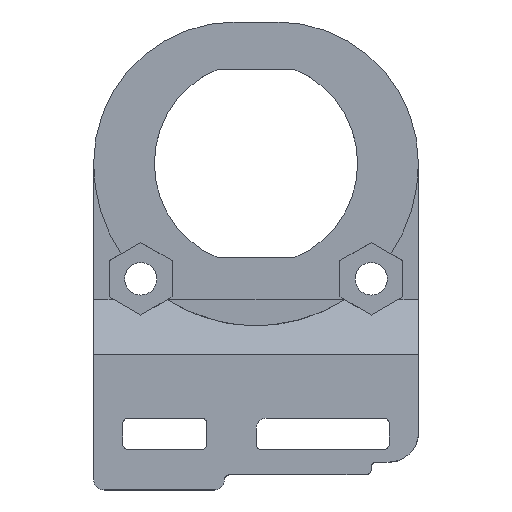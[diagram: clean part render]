
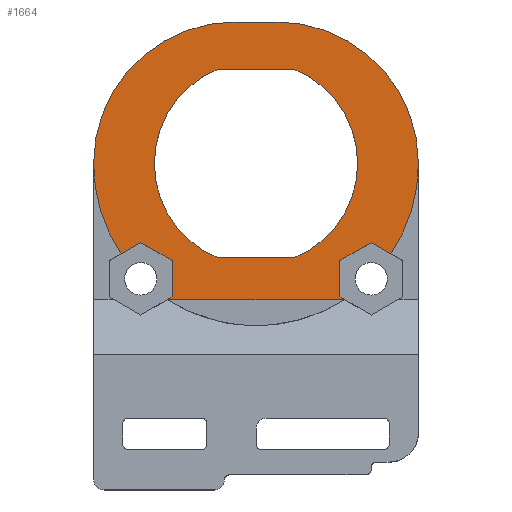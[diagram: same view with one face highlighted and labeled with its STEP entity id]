
A CAD part, top view. The second image highlights one B-rep face of the part: STEP entity #1664.
In plain terms, the highlighted planar face has unit normal (0, 0, 1).
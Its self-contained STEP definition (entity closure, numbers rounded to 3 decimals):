
#482 = VERTEX_POINT('',#483);
#483 = CARTESIAN_POINT('',(-15.5,0.,5.));
#553 = VERTEX_POINT('',#554);
#554 = CARTESIAN_POINT('',(-2.,13.5,5.));
#560 = EDGE_CURVE('',#482,#553,#561,.T.);
#561 = CIRCLE('',#562,13.5);
#562 = AXIS2_PLACEMENT_3D('',#563,#564,#565);
#563 = CARTESIAN_POINT('',(-2.,0.,5.));
#564 = DIRECTION('',(0.,0.,-1.));
#565 = DIRECTION('',(1.,0.,0.));
#634 = EDGE_CURVE('',#635,#553,#637,.T.);
#635 = VERTEX_POINT('',#636);
#636 = CARTESIAN_POINT('',(2.,13.5,5.));
#637 = LINE('',#638,#639);
#638 = CARTESIAN_POINT('',(15.5,13.5,5.));
#639 = VECTOR('',#640,1.);
#640 = DIRECTION('',(-1.,0.,0.));
#714 = VERTEX_POINT('',#715);
#715 = CARTESIAN_POINT('',(15.5,0.,5.));
#721 = EDGE_CURVE('',#635,#714,#722,.T.);
#722 = CIRCLE('',#723,13.5);
#723 = AXIS2_PLACEMENT_3D('',#724,#725,#726);
#724 = CARTESIAN_POINT('',(2.,0.,5.));
#725 = DIRECTION('',(0.,0.,-1.));
#726 = DIRECTION('',(1.,0.,0.));
#1068 = VERTEX_POINT('',#1069);
#1069 = CARTESIAN_POINT('',(-3.618,9.,5.));
#1075 = EDGE_CURVE('',#1076,#1068,#1078,.T.);
#1076 = VERTEX_POINT('',#1077);
#1077 = CARTESIAN_POINT('',(-3.618,-9.,5.));
#1078 = CIRCLE('',#1079,9.7);
#1079 = AXIS2_PLACEMENT_3D('',#1080,#1081,#1082);
#1080 = CARTESIAN_POINT('',(0.,0.,5.));
#1081 = DIRECTION('',(0.,0.,-1.));
#1082 = DIRECTION('',(1.,0.,0.));
#1100 = EDGE_CURVE('',#1068,#1101,#1103,.T.);
#1101 = VERTEX_POINT('',#1102);
#1102 = CARTESIAN_POINT('',(3.618,9.,5.));
#1103 = LINE('',#1104,#1105);
#1104 = CARTESIAN_POINT('',(-1.809,9.,5.));
#1105 = VECTOR('',#1106,1.);
#1106 = DIRECTION('',(1.,0.,0.));
#1124 = VERTEX_POINT('',#1125);
#1125 = CARTESIAN_POINT('',(3.618,-9.,5.));
#1131 = EDGE_CURVE('',#1124,#1076,#1132,.T.);
#1132 = LINE('',#1133,#1134);
#1133 = CARTESIAN_POINT('',(1.809,-9.,5.));
#1134 = VECTOR('',#1135,1.);
#1135 = DIRECTION('',(-1.,0.,0.));
#1148 = EDGE_CURVE('',#1101,#1124,#1149,.T.);
#1149 = CIRCLE('',#1150,9.7);
#1150 = AXIS2_PLACEMENT_3D('',#1151,#1152,#1153);
#1151 = CARTESIAN_POINT('',(0.,0.,5.));
#1152 = DIRECTION('',(0.,0.,-1.));
#1153 = DIRECTION('',(1.,0.,0.));
#1343 = EDGE_CURVE('',#482,#1344,#1346,.T.);
#1344 = VERTEX_POINT('',#1345);
#1345 = CARTESIAN_POINT('',(-12.881,-8.622,5.));
#1346 = CIRCLE('',#1347,15.5);
#1347 = AXIS2_PLACEMENT_3D('',#1348,#1349,#1350);
#1348 = CARTESIAN_POINT('',(0.,0.,5.));
#1349 = DIRECTION('',(0.,0.,1.));
#1350 = DIRECTION('',(1.,0.,0.));
#1411 = VERTEX_POINT('',#1412);
#1412 = CARTESIAN_POINT('',(-8.441,-13.,5.));
#1419 = VERTEX_POINT('',#1420);
#1420 = CARTESIAN_POINT('',(8.441,-13.,5.));
#1664 = ADVANCED_FACE('',(#1665,#1764),#1770,.T.);
#1665 = FACE_BOUND('',#1666,.T.);
#1666 = EDGE_LOOP('',(#1667,#1668,#1669,#1677,#1685,#1693,#1701,#1708,
    #1714,#1723,#1731,#1739,#1747,#1755,#1762,#1763));
#1667 = ORIENTED_EDGE('',*,*,#560,.F.);
#1668 = ORIENTED_EDGE('',*,*,#1343,.T.);
#1669 = ORIENTED_EDGE('',*,*,#1670,.F.);
#1670 = EDGE_CURVE('',#1671,#1344,#1673,.T.);
#1671 = VERTEX_POINT('',#1672);
#1672 = CARTESIAN_POINT('',(-11.,-7.536,5.));
#1673 = LINE('',#1674,#1675);
#1674 = CARTESIAN_POINT('',(-5.189,-4.181,5.));
#1675 = VECTOR('',#1676,1.);
#1676 = DIRECTION('',(-0.866,-0.5,0.));
#1677 = ORIENTED_EDGE('',*,*,#1678,.F.);
#1678 = EDGE_CURVE('',#1679,#1671,#1681,.T.);
#1679 = VERTEX_POINT('',#1680);
#1680 = CARTESIAN_POINT('',(-8.,-9.268,5.));
#1681 = LINE('',#1682,#1683);
#1682 = CARTESIAN_POINT('',(-7.061,-9.81,5.));
#1683 = VECTOR('',#1684,1.);
#1684 = DIRECTION('',(-0.866,0.5,0.));
#1685 = ORIENTED_EDGE('',*,*,#1686,.F.);
#1686 = EDGE_CURVE('',#1687,#1679,#1689,.T.);
#1687 = VERTEX_POINT('',#1688);
#1688 = CARTESIAN_POINT('',(-8.,-12.732,5.));
#1689 = LINE('',#1690,#1691);
#1690 = CARTESIAN_POINT('',(-8.,-6.241,5.));
#1691 = VECTOR('',#1692,1.);
#1692 = DIRECTION('',(0.,1.,0.));
#1693 = ORIENTED_EDGE('',*,*,#1694,.F.);
#1694 = EDGE_CURVE('',#1695,#1687,#1697,.T.);
#1695 = VERTEX_POINT('',#1696);
#1696 = CARTESIAN_POINT('',(-8.452,-12.993,5.));
#1697 = LINE('',#1698,#1699);
#1698 = CARTESIAN_POINT('',(-3.689,-10.243,5.));
#1699 = VECTOR('',#1700,1.);
#1700 = DIRECTION('',(0.866,0.5,0.));
#1701 = ORIENTED_EDGE('',*,*,#1702,.T.);
#1702 = EDGE_CURVE('',#1695,#1411,#1703,.T.);
#1703 = CIRCLE('',#1704,15.5);
#1704 = AXIS2_PLACEMENT_3D('',#1705,#1706,#1707);
#1705 = CARTESIAN_POINT('',(0.,0.,5.));
#1706 = DIRECTION('',(0.,0.,1.));
#1707 = DIRECTION('',(1.,0.,0.));
#1708 = ORIENTED_EDGE('',*,*,#1709,.T.);
#1709 = EDGE_CURVE('',#1411,#1419,#1710,.T.);
#1710 = LINE('',#1711,#1712);
#1711 = CARTESIAN_POINT('',(-7.75,-13.,5.));
#1712 = VECTOR('',#1713,1.);
#1713 = DIRECTION('',(1.,0.,0.));
#1714 = ORIENTED_EDGE('',*,*,#1715,.T.);
#1715 = EDGE_CURVE('',#1419,#1716,#1718,.T.);
#1716 = VERTEX_POINT('',#1717);
#1717 = CARTESIAN_POINT('',(8.452,-12.993,5.));
#1718 = CIRCLE('',#1719,15.5);
#1719 = AXIS2_PLACEMENT_3D('',#1720,#1721,#1722);
#1720 = CARTESIAN_POINT('',(0.,0.,5.));
#1721 = DIRECTION('',(0.,0.,1.));
#1722 = DIRECTION('',(1.,0.,0.));
#1723 = ORIENTED_EDGE('',*,*,#1724,.F.);
#1724 = EDGE_CURVE('',#1725,#1716,#1727,.T.);
#1725 = VERTEX_POINT('',#1726);
#1726 = CARTESIAN_POINT('',(8.,-12.732,5.));
#1727 = LINE('',#1728,#1729);
#1728 = CARTESIAN_POINT('',(2.189,-9.377,5.));
#1729 = VECTOR('',#1730,1.);
#1730 = DIRECTION('',(0.866,-0.5,0.));
#1731 = ORIENTED_EDGE('',*,*,#1732,.F.);
#1732 = EDGE_CURVE('',#1733,#1725,#1735,.T.);
#1733 = VERTEX_POINT('',#1734);
#1734 = CARTESIAN_POINT('',(8.,-9.268,5.));
#1735 = LINE('',#1736,#1737);
#1736 = CARTESIAN_POINT('',(8.,-4.509,5.));
#1737 = VECTOR('',#1738,1.);
#1738 = DIRECTION('',(0.,-1.,0.));
#1739 = ORIENTED_EDGE('',*,*,#1740,.F.);
#1740 = EDGE_CURVE('',#1741,#1733,#1743,.T.);
#1741 = VERTEX_POINT('',#1742);
#1742 = CARTESIAN_POINT('',(11.,-7.536,5.));
#1743 = LINE('',#1744,#1745);
#1744 = CARTESIAN_POINT('',(8.561,-8.944,5.));
#1745 = VECTOR('',#1746,1.);
#1746 = DIRECTION('',(-0.866,-0.5,0.));
#1747 = ORIENTED_EDGE('',*,*,#1748,.F.);
#1748 = EDGE_CURVE('',#1749,#1741,#1751,.T.);
#1749 = VERTEX_POINT('',#1750);
#1750 = CARTESIAN_POINT('',(12.881,-8.622,5.));
#1751 = LINE('',#1752,#1753);
#1752 = CARTESIAN_POINT('',(6.689,-5.047,5.));
#1753 = VECTOR('',#1754,1.);
#1754 = DIRECTION('',(-0.866,0.5,0.));
#1755 = ORIENTED_EDGE('',*,*,#1756,.T.);
#1756 = EDGE_CURVE('',#1749,#714,#1757,.T.);
#1757 = CIRCLE('',#1758,15.5);
#1758 = AXIS2_PLACEMENT_3D('',#1759,#1760,#1761);
#1759 = CARTESIAN_POINT('',(0.,0.,5.));
#1760 = DIRECTION('',(0.,0.,1.));
#1761 = DIRECTION('',(1.,0.,0.));
#1762 = ORIENTED_EDGE('',*,*,#721,.F.);
#1763 = ORIENTED_EDGE('',*,*,#634,.T.);
#1764 = FACE_BOUND('',#1765,.T.);
#1765 = EDGE_LOOP('',(#1766,#1767,#1768,#1769));
#1766 = ORIENTED_EDGE('',*,*,#1131,.T.);
#1767 = ORIENTED_EDGE('',*,*,#1075,.T.);
#1768 = ORIENTED_EDGE('',*,*,#1100,.T.);
#1769 = ORIENTED_EDGE('',*,*,#1148,.T.);
#1770 = PLANE('',#1771);
#1771 = AXIS2_PLACEMENT_3D('',#1772,#1773,#1774);
#1772 = CARTESIAN_POINT('',(0.,0.25,5.));
#1773 = DIRECTION('',(0.,0.,1.));
#1774 = DIRECTION('',(1.,0.,0.));
